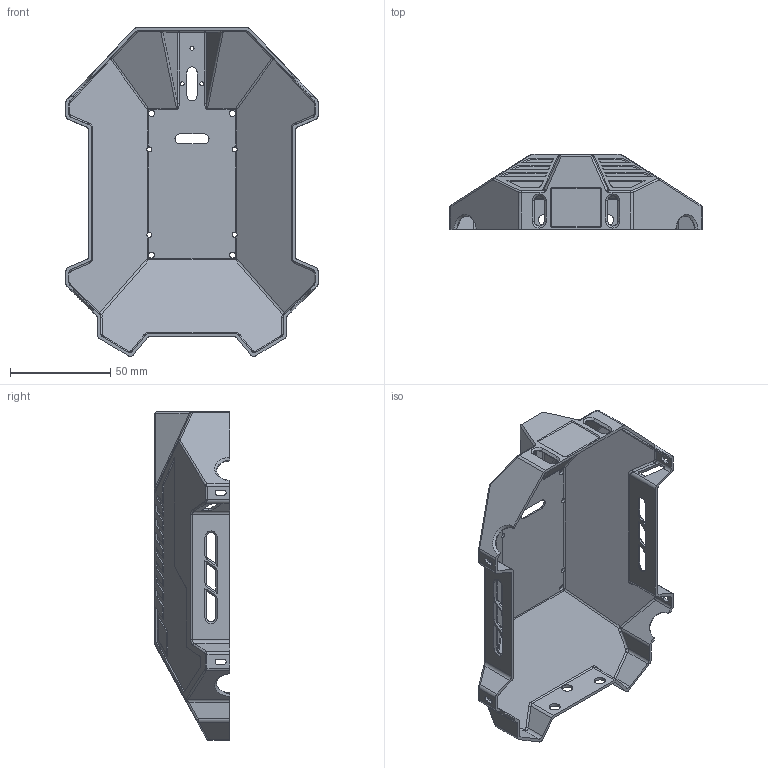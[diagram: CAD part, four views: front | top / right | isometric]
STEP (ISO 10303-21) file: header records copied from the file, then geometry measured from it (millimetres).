
FILE_DESCRIPTION(/* description */ (''),/* implementation_level */ '2;1');
FILE_NAME(/* name */ '顶壳.stp',/* time_stamp */ '2021-11-09T09:43:28+08:00',/* author */ ('AMOV'),/* organization */ (''),/* preprocessor_version */ 'ST-DEVELOPER v18',/* originating_system */ 'Autodesk Inventor 2020',/* authorisation */ '');
FILE_SCHEMA (('CONFIG_CONTROL_DESIGN'));
Length unit declared in the file: millimetre
Products named in the file (1): 顶壳
Bounding box: 125.58 x 37.5 x 163.7 mm (x, y, z)
Volume: 35936.7 mm3; surface area: 54505.1 mm2
Topology: 1 solids, 1 shells, 677 faces, 1815 edges, 1142 vertices
Faces by surface type: plane 346, cylinder 189, bspline 92, cone 42, sphere 8
Full cylindrical faces by diameter (mm): 2 x3, 2.5 x4, 3 x4, 5.5 x3
Entity records: 23332 total; most frequent: CARTESIAN_POINT 6291, ORIENTED_EDGE 3626, DIRECTION 3442, EDGE_CURVE 1813, LINE 1196, VECTOR 1196, VERTEX_POINT 1142, AXIS2_PLACEMENT_3D 1123
